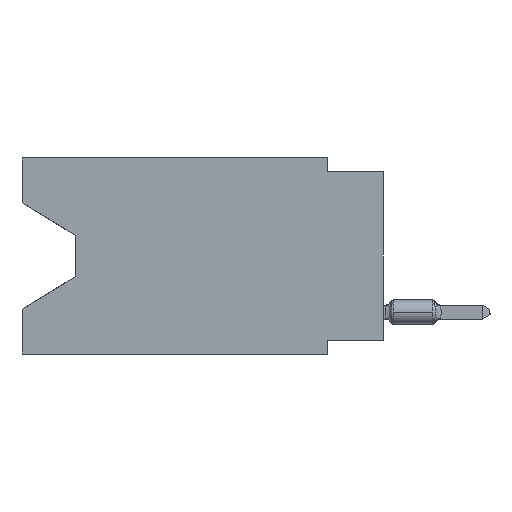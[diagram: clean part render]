
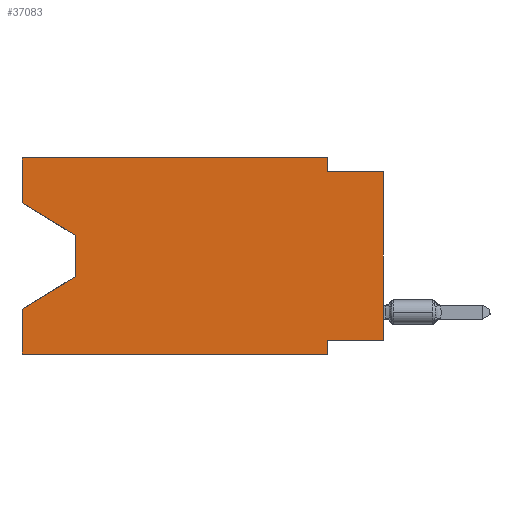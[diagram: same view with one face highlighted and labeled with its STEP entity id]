
A CAD part, left-side view. The second image highlights one B-rep face of the part: STEP entity #37083.
In plain terms, the highlighted planar face has unit normal (-1, 0, 0).
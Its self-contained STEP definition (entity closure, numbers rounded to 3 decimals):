
#86 = PLANE ( 'NONE',  #35760 ) ;
#518 = EDGE_CURVE ( 'NONE', #35327, #18688, #4553, .T. ) ;
#536 = LINE ( 'NONE', #35111, #22450 ) ;
#632 = LINE ( 'NONE', #34633, #7311 ) ;
#965 = VERTEX_POINT ( 'NONE', #14800 ) ;
#1285 = DIRECTION ( 'NONE',  ( 0., -1., 0. ) ) ;
#1565 = CARTESIAN_POINT ( 'NONE',  ( 0., 16.383, -8.89 ) ) ;
#2907 = VECTOR ( 'NONE', #10472, 1000. ) ;
#2927 = ORIENTED_EDGE ( 'NONE', *, *, #7900, .F. ) ;
#2980 = CARTESIAN_POINT ( 'NONE',  ( 0., 2.54, 0. ) ) ;
#3179 = ORIENTED_EDGE ( 'NONE', *, *, #21634, .F. ) ;
#3557 = VECTOR ( 'NONE', #37238, 1000. ) ;
#4345 = EDGE_CURVE ( 'NONE', #25603, #965, #4397, .T. ) ;
#4397 = LINE ( 'NONE', #35937, #2907 ) ;
#4553 = LINE ( 'NONE', #7773, #14454 ) ;
#4766 = VECTOR ( 'NONE', #18379, 1000. ) ;
#5407 = DIRECTION ( 'NONE',  ( 0., 0., 1. ) ) ;
#5973 = DIRECTION ( 'NONE',  ( 1., 0., 0. ) ) ;
#6143 = DIRECTION ( 'NONE',  ( 0., 0., 1. ) ) ;
#6364 = EDGE_CURVE ( 'NONE', #32381, #25967, #25825, .T. ) ;
#6700 = VECTOR ( 'NONE', #34195, 1000. ) ;
#7151 = ORIENTED_EDGE ( 'NONE', *, *, #27978, .T. ) ;
#7311 = VECTOR ( 'NONE', #6143, 1000. ) ;
#7456 = DIRECTION ( 'NONE',  ( 0., -1., 0. ) ) ;
#7773 = CARTESIAN_POINT ( 'NONE',  ( 0., 2.54, 0. ) ) ;
#7900 = EDGE_CURVE ( 'NONE', #25603, #15898, #536, .T. ) ;
#8254 = LINE ( 'NONE', #19843, #13917 ) ;
#8452 = CARTESIAN_POINT ( 'NONE',  ( 0., 13.97, -3.505 ) ) ;
#8714 = EDGE_CURVE ( 'NONE', #15898, #18748, #8748, .T. ) ;
#8748 = LINE ( 'NONE', #37236, #6700 ) ;
#9390 = CARTESIAN_POINT ( 'NONE',  ( 0., 16.383, -8.89 ) ) ;
#10001 = EDGE_CURVE ( 'NONE', #32131, #24205, #632, .T. ) ;
#10002 = LINE ( 'NONE', #23889, #4766 ) ;
#10248 = LINE ( 'NONE', #31129, #10713 ) ;
#10472 = DIRECTION ( 'NONE',  ( 0., 0., 1. ) ) ;
#10492 = DIRECTION ( 'NONE',  ( 0., 0.855, -0.519 ) ) ;
#10713 = VECTOR ( 'NONE', #21653, 1000. ) ;
#12067 = VECTOR ( 'NONE', #7456, 1000. ) ;
#12314 = ORIENTED_EDGE ( 'NONE', *, *, #14500, .T. ) ;
#12681 = ORIENTED_EDGE ( 'NONE', *, *, #6364, .T. ) ;
#12964 = CARTESIAN_POINT ( 'NONE',  ( 0., 13.97, -5.385 ) ) ;
#13069 = VERTEX_POINT ( 'NONE', #19250 ) ;
#13128 = CARTESIAN_POINT ( 'NONE',  ( 0., 16.383, -6.852 ) ) ;
#13917 = VECTOR ( 'NONE', #5407, 1000. ) ;
#14454 = VECTOR ( 'NONE', #21665, 1000. ) ;
#14500 = EDGE_CURVE ( 'NONE', #25967, #19484, #10002, .T. ) ;
#14800 = CARTESIAN_POINT ( 'NONE',  ( 0., 0., -0.635 ) ) ;
#15652 = LINE ( 'NONE', #1565, #12067 ) ;
#15734 = LINE ( 'NONE', #27313, #16801 ) ;
#15898 = VERTEX_POINT ( 'NONE', #29057 ) ;
#16667 = ORIENTED_EDGE ( 'NONE', *, *, #4345, .T. ) ;
#16801 = VECTOR ( 'NONE', #1285, 1000. ) ;
#18137 = DIRECTION ( 'NONE',  ( 0., 0., -1. ) ) ;
#18379 = DIRECTION ( 'NONE',  ( 0., 0., -1. ) ) ;
#18688 = VERTEX_POINT ( 'NONE', #20805 ) ;
#18748 = VERTEX_POINT ( 'NONE', #24731 ) ;
#18857 = LINE ( 'NONE', #12964, #26887 ) ;
#19250 = CARTESIAN_POINT ( 'NONE',  ( 0., 16.383, 0. ) ) ;
#19484 = VERTEX_POINT ( 'NONE', #27326 ) ;
#19843 = CARTESIAN_POINT ( 'NONE',  ( 0., 16.383, 0. ) ) ;
#20171 = ORIENTED_EDGE ( 'NONE', *, *, #8714, .F. ) ;
#20805 = CARTESIAN_POINT ( 'NONE',  ( 0., 2.54, -0.635 ) ) ;
#21634 = EDGE_CURVE ( 'NONE', #18688, #965, #10248, .T. ) ;
#21653 = DIRECTION ( 'NONE',  ( 0., -1., 0. ) ) ;
#21665 = DIRECTION ( 'NONE',  ( 0., 0., -1. ) ) ;
#22362 = ORIENTED_EDGE ( 'NONE', *, *, #31331, .F. ) ;
#22450 = VECTOR ( 'NONE', #32456, 1000. ) ;
#23889 = CARTESIAN_POINT ( 'NONE',  ( 0., 13.97, -3.505 ) ) ;
#24205 = VERTEX_POINT ( 'NONE', #13128 ) ;
#24731 = CARTESIAN_POINT ( 'NONE',  ( 0., 2.54, -8.89 ) ) ;
#25603 = VERTEX_POINT ( 'NONE', #28443 ) ;
#25721 = CARTESIAN_POINT ( 'NONE',  ( 0., 16.383, 0. ) ) ;
#25800 = CARTESIAN_POINT ( 'NONE',  ( 0., 16.383, -2.038 ) ) ;
#25825 = LINE ( 'NONE', #37427, #3557 ) ;
#25967 = VERTEX_POINT ( 'NONE', #8452 ) ;
#26100 = FACE_OUTER_BOUND ( 'NONE', #28379, .T. ) ;
#26804 = ORIENTED_EDGE ( 'NONE', *, *, #34351, .F. ) ;
#26887 = VECTOR ( 'NONE', #10492, 1000. ) ;
#27313 = CARTESIAN_POINT ( 'NONE',  ( 0., 16.383, 0. ) ) ;
#27326 = CARTESIAN_POINT ( 'NONE',  ( 0., 13.97, -5.385 ) ) ;
#27978 = EDGE_CURVE ( 'NONE', #19484, #24205, #18857, .T. ) ;
#28379 = EDGE_LOOP ( 'NONE', ( #12681, #12314, #7151, #34391, #31764, #20171, #2927, #16667, #3179, #29020, #22362, #26804 ) ) ;
#28443 = CARTESIAN_POINT ( 'NONE',  ( 0., 0., -8.255 ) ) ;
#29020 = ORIENTED_EDGE ( 'NONE', *, *, #518, .F. ) ;
#29057 = CARTESIAN_POINT ( 'NONE',  ( 0., 2.54, -8.255 ) ) ;
#31129 = CARTESIAN_POINT ( 'NONE',  ( 0., 0., -0.635 ) ) ;
#31331 = EDGE_CURVE ( 'NONE', #13069, #35327, #15734, .T. ) ;
#31764 = ORIENTED_EDGE ( 'NONE', *, *, #33338, .T. ) ;
#32131 = VERTEX_POINT ( 'NONE', #9390 ) ;
#32381 = VERTEX_POINT ( 'NONE', #25800 ) ;
#32456 = DIRECTION ( 'NONE',  ( 0., 1., 0. ) ) ;
#33338 = EDGE_CURVE ( 'NONE', #32131, #18748, #15652, .T. ) ;
#34195 = DIRECTION ( 'NONE',  ( 0., 0., -1. ) ) ;
#34351 = EDGE_CURVE ( 'NONE', #32381, #13069, #8254, .T. ) ;
#34391 = ORIENTED_EDGE ( 'NONE', *, *, #10001, .F. ) ;
#34633 = CARTESIAN_POINT ( 'NONE',  ( 0., 16.383, 0. ) ) ;
#35111 = CARTESIAN_POINT ( 'NONE',  ( 0., 0., -8.255 ) ) ;
#35327 = VERTEX_POINT ( 'NONE', #2980 ) ;
#35760 = AXIS2_PLACEMENT_3D ( 'NONE', #25721, #5973, #18137 ) ;
#35937 = CARTESIAN_POINT ( 'NONE',  ( 0., 0., 0. ) ) ;
#37083 = ADVANCED_FACE ( 'NONE', ( #26100 ), #86, .F. ) ;
#37236 = CARTESIAN_POINT ( 'NONE',  ( 0., 2.54, -8.89 ) ) ;
#37238 = DIRECTION ( 'NONE',  ( 0., -0.855, -0.519 ) ) ;
#37427 = CARTESIAN_POINT ( 'NONE',  ( 0., 16.383, -2.038 ) ) ;
